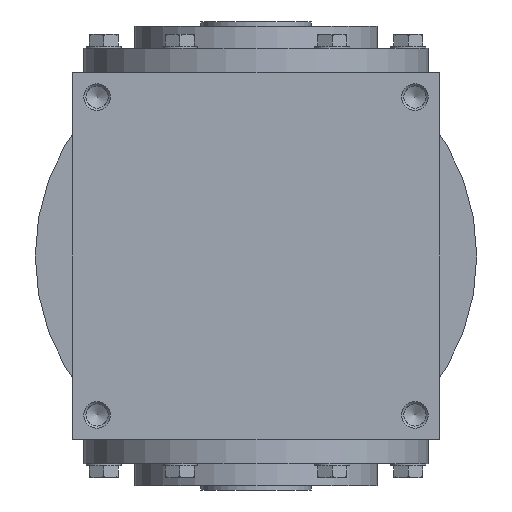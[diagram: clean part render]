
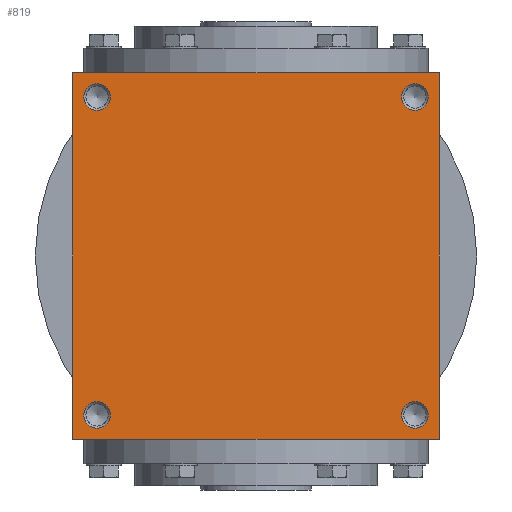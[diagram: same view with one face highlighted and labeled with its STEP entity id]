
A CAD part, left-side view. The second image highlights one B-rep face of the part: STEP entity #819.
In plain terms, the highlighted face is planar.
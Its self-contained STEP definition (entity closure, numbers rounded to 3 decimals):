
#819 = ADVANCED_FACE( '', ( #1670, #1671, #1672, #1673, #1674 ), #1675, .F. );
#1670 = FACE_BOUND( '', #2522, .T. );
#1671 = FACE_BOUND( '', #2523, .T. );
#1672 = FACE_BOUND( '', #2524, .T. );
#1673 = FACE_BOUND( '', #2525, .T. );
#1674 = FACE_OUTER_BOUND( '', #2526, .T. );
#1675 = PLANE( '', #2527 );
#2522 = EDGE_LOOP( '', ( #4090 ) );
#2523 = EDGE_LOOP( '', ( #4091 ) );
#2524 = EDGE_LOOP( '', ( #4092 ) );
#2525 = EDGE_LOOP( '', ( #4093 ) );
#2526 = EDGE_LOOP( '', ( #4094, #4095, #4096, #4097 ) );
#2527 = AXIS2_PLACEMENT_3D( '', #4098, #4099, #4100 );
#4090 = ORIENTED_EDGE( '', *, *, #5082, .F. );
#4091 = ORIENTED_EDGE( '', *, *, #4889, .T. );
#4092 = ORIENTED_EDGE( '', *, *, #5104, .F. );
#4093 = ORIENTED_EDGE( '', *, *, #4972, .T. );
#4094 = ORIENTED_EDGE( '', *, *, #4627, .F. );
#4095 = ORIENTED_EDGE( '', *, *, #4647, .F. );
#4096 = ORIENTED_EDGE( '', *, *, #4955, .F. );
#4097 = ORIENTED_EDGE( '', *, *, #4859, .F. );
#4098 = CARTESIAN_POINT( '', ( 0., 0., -83. ) );
#4099 = DIRECTION( '', ( 0., 0., 1. ) );
#4100 = DIRECTION( '', ( 1., 0., 0. ) );
#4627 = EDGE_CURVE( '', #5407, #5408, #5409, .T. );
#4647 = EDGE_CURVE( '', #5438, #5407, #5439, .T. );
#4859 = EDGE_CURVE( '', #5408, #5772, #5773, .T. );
#4889 = EDGE_CURVE( '', #5816, #5816, #5817, .T. );
#4955 = EDGE_CURVE( '', #5772, #5438, #5907, .T. );
#4972 = EDGE_CURVE( '', #5929, #5929, #5930, .T. );
#5082 = EDGE_CURVE( '', #6064, #6064, #6065, .T. );
#5104 = EDGE_CURVE( '', #6089, #6089, #6090, .T. );
#5407 = VERTEX_POINT( '', #6445 );
#5408 = VERTEX_POINT( '', #6446 );
#5409 = LINE( '', #6447, #6448 );
#5438 = VERTEX_POINT( '', #6479 );
#5439 = LINE( '', #6480, #6481 );
#5772 = VERTEX_POINT( '', #6898 );
#5773 = LINE( '', #6899, #6900 );
#5816 = VERTEX_POINT( '', #6964 );
#5817 = CIRCLE( '', #6965, 6. );
#5907 = LINE( '', #7076, #7077 );
#5929 = VERTEX_POINT( '', #7101 );
#5930 = CIRCLE( '', #7102, 6. );
#6064 = VERTEX_POINT( '', #7288 );
#6065 = CIRCLE( '', #7289, 6. );
#6089 = VERTEX_POINT( '', #7329 );
#6090 = CIRCLE( '', #7330, 6. );
#6445 = CARTESIAN_POINT( '', ( -83., 83., -83. ) );
#6446 = CARTESIAN_POINT( '', ( -83., -83., -83. ) );
#6447 = CARTESIAN_POINT( '', ( -83., 83., -83. ) );
#6448 = VECTOR( '', #7665, 1000. );
#6479 = CARTESIAN_POINT( '', ( 83., 83., -83. ) );
#6480 = CARTESIAN_POINT( '', ( 83., 83., -83. ) );
#6481 = VECTOR( '', #7704, 1000. );
#6898 = CARTESIAN_POINT( '', ( 83., -83., -83. ) );
#6899 = CARTESIAN_POINT( '', ( -83., -83., -83. ) );
#6900 = VECTOR( '', #8051, 1000. );
#6964 = CARTESIAN_POINT( '', ( 78., 72., -83. ) );
#6965 = AXIS2_PLACEMENT_3D( '', #8095, #8096, #8097 );
#7076 = CARTESIAN_POINT( '', ( 83., -83., -83. ) );
#7077 = VECTOR( '', #8180, 1000. );
#7101 = CARTESIAN_POINT( '', ( 78., -72., -83. ) );
#7102 = AXIS2_PLACEMENT_3D( '', #8204, #8205, #8206 );
#7288 = CARTESIAN_POINT( '', ( -78., 72., -83. ) );
#7289 = AXIS2_PLACEMENT_3D( '', #8321, #8322, #8323 );
#7329 = CARTESIAN_POINT( '', ( -78., -72., -83. ) );
#7330 = AXIS2_PLACEMENT_3D( '', #8343, #8344, #8345 );
#7665 = DIRECTION( '', ( 0., -1., 0. ) );
#7704 = DIRECTION( '', ( -1., 0., 0. ) );
#8051 = DIRECTION( '', ( 1., 0., 0. ) );
#8095 = CARTESIAN_POINT( '', ( 72., 72., -83. ) );
#8096 = DIRECTION( '', ( 0., 0., 1. ) );
#8097 = DIRECTION( '', ( 1., 0., 0. ) );
#8180 = DIRECTION( '', ( 0., 1., 0. ) );
#8204 = CARTESIAN_POINT( '', ( 72., -72., -83. ) );
#8205 = DIRECTION( '', ( 0., 0., 1. ) );
#8206 = DIRECTION( '', ( 1., 0., 0. ) );
#8321 = CARTESIAN_POINT( '', ( -72., 72., -83. ) );
#8322 = DIRECTION( '', ( 0., 0., -1. ) );
#8323 = DIRECTION( '', ( -1., 0., 0. ) );
#8343 = CARTESIAN_POINT( '', ( -72., -72., -83. ) );
#8344 = DIRECTION( '', ( 0., 0., -1. ) );
#8345 = DIRECTION( '', ( -1., 0., 0. ) );
